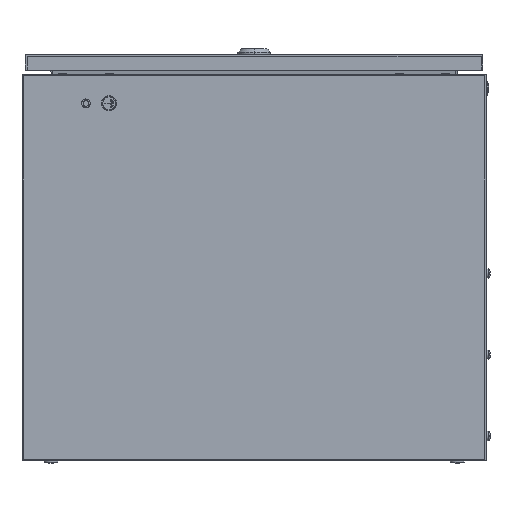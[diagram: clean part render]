
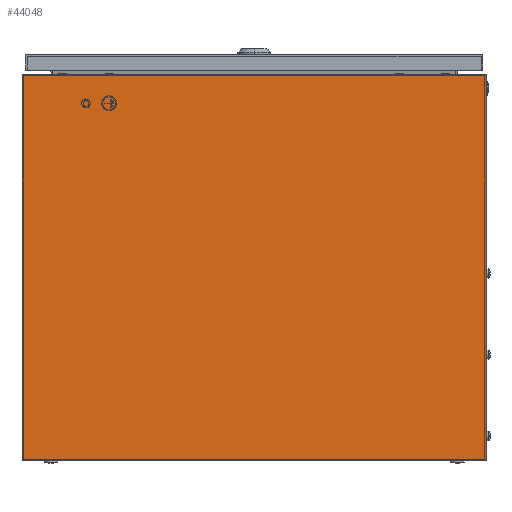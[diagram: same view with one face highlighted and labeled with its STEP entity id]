
A CAD part, left-side view. The second image highlights one B-rep face of the part: STEP entity #44048.
In plain terms, the highlighted planar face has unit normal (-1, 0, 0).
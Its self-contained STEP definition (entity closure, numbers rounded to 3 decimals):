
#158 = DIRECTION ( 'NONE',  ( 0., -1., 0. ) ) ;
#4925 = CARTESIAN_POINT ( 'NONE',  ( 0., 0., 333. ) ) ;
#6846 = PLANE ( 'NONE',  #18188 ) ;
#7151 = VECTOR ( 'NONE', #30356, 1000. ) ;
#11679 = CARTESIAN_POINT ( 'NONE',  ( 0., 0., 333. ) ) ;
#14317 = EDGE_LOOP ( 'NONE', ( #44838, #15196, #39995, #50010 ) ) ;
#15196 = ORIENTED_EDGE ( 'NONE', *, *, #20585, .F. ) ;
#18188 = AXIS2_PLACEMENT_3D ( 'NONE', #27925, #33050, #54943 ) ;
#18602 = CARTESIAN_POINT ( 'NONE',  ( 0., 0., 0. ) ) ;
#20585 = EDGE_CURVE ( 'NONE', #30748, #43078, #48258, .T. ) ;
#23515 = FACE_OUTER_BOUND ( 'NONE', #14317, .T. ) ;
#23584 = CARTESIAN_POINT ( 'NONE',  ( 0., 400., 333. ) ) ;
#24404 = VECTOR ( 'NONE', #50037, 1000. ) ;
#25721 = LINE ( 'NONE', #4925, #38554 ) ;
#27925 = CARTESIAN_POINT ( 'NONE',  ( 0., 0., 333. ) ) ;
#30304 = CARTESIAN_POINT ( 'NONE',  ( 0., 400., 333. ) ) ;
#30356 = DIRECTION ( 'NONE',  ( 0., 0., -1. ) ) ;
#30748 = VERTEX_POINT ( 'NONE', #48907 ) ;
#33050 = DIRECTION ( 'NONE',  ( 1., 0., 0. ) ) ;
#37347 = CARTESIAN_POINT ( 'NONE',  ( 0., 0., 0. ) ) ;
#38554 = VECTOR ( 'NONE', #158, 1000. ) ;
#39995 = ORIENTED_EDGE ( 'NONE', *, *, #64215, .F. ) ;
#41821 = EDGE_CURVE ( 'NONE', #48175, #43078, #44561, .T. ) ;
#43078 = VERTEX_POINT ( 'NONE', #37347 ) ;
#44048 = ADVANCED_FACE ( 'NONE', ( #23515 ), #6846, .F. ) ;
#44561 = LINE ( 'NONE', #18602, #24404 ) ;
#44838 = ORIENTED_EDGE ( 'NONE', *, *, #41821, .T. ) ;
#45464 = LINE ( 'NONE', #23584, #7151 ) ;
#48175 = VERTEX_POINT ( 'NONE', #62282 ) ;
#48258 = LINE ( 'NONE', #11679, #55595 ) ;
#48907 = CARTESIAN_POINT ( 'NONE',  ( 0., 0., 333. ) ) ;
#48941 = EDGE_CURVE ( 'NONE', #65224, #48175, #45464, .T. ) ;
#50010 = ORIENTED_EDGE ( 'NONE', *, *, #48941, .T. ) ;
#50037 = DIRECTION ( 'NONE',  ( 0., -1., 0. ) ) ;
#54652 = DIRECTION ( 'NONE',  ( 0., 0., -1. ) ) ;
#54943 = DIRECTION ( 'NONE',  ( 0., 0., -1. ) ) ;
#55595 = VECTOR ( 'NONE', #54652, 1000. ) ;
#62282 = CARTESIAN_POINT ( 'NONE',  ( 0., 400., 0. ) ) ;
#64215 = EDGE_CURVE ( 'NONE', #65224, #30748, #25721, .T. ) ;
#65224 = VERTEX_POINT ( 'NONE', #30304 ) ;
